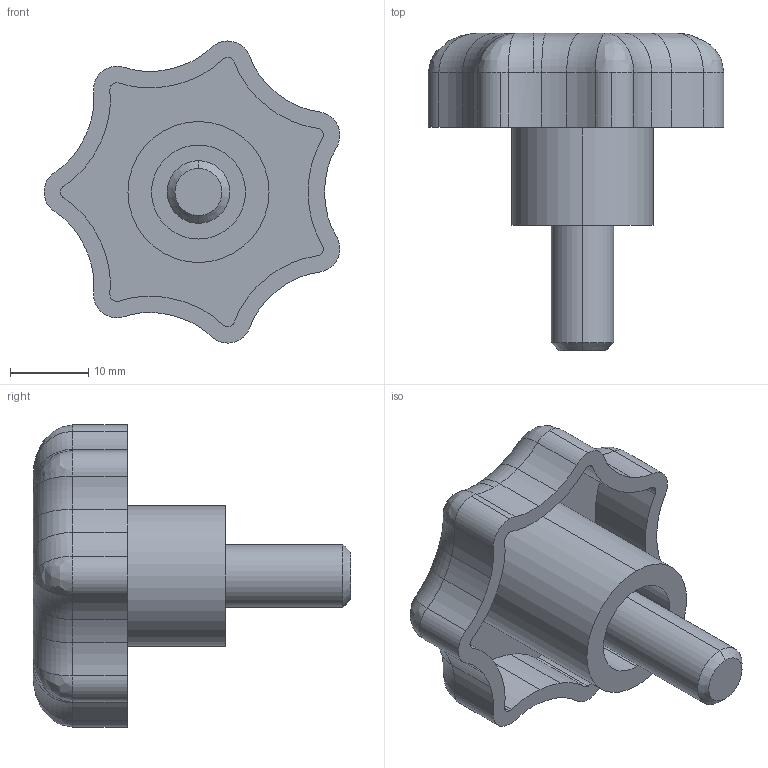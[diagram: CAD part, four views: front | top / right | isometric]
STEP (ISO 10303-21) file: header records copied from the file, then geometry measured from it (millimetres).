
FILE_DESCRIPTION (( 'STEP AP214' ), '1' );
FILE_NAME ('T12 Çâåçäíîîáðàçíàÿ-ðó÷êà (âèíò) Ì 8õ15 A=40ìì.STEP', '2021-09-10T14:43:56', ( 'Windows User' ), ( '' ), 'SwSTEP 2.0', 'SolidWorks 2021', '' );
FILE_SCHEMA (( 'AUTOMOTIVE_DESIGN' ));
Length unit declared in the file: millimetre
Products named in the file (1): T12 Çâåçäíîîáðàçíàÿ-ðó÷êà (âèíò) Ì 8õ15 A=40ìì
Bounding box: 37.74 x 40.5 x 38.56 mm (x, y, z)
Volume: 9435.8 mm3; surface area: 7125.5 mm2
Topology: 1 solids, 1 shells, 105 faces, 267 edges, 161 vertices
Faces by surface type: cylinder 68, torus 22, bspline 7, plane 6, cone 2
Entity records: 3930 total; most frequent: CARTESIAN_POINT 1250, DIRECTION 620, ORIENTED_EDGE 520, AXIS2_PLACEMENT_3D 275, EDGE_CURVE 260, CIRCLE 176, VERTEX_POINT 161, EDGE_LOOP 109
